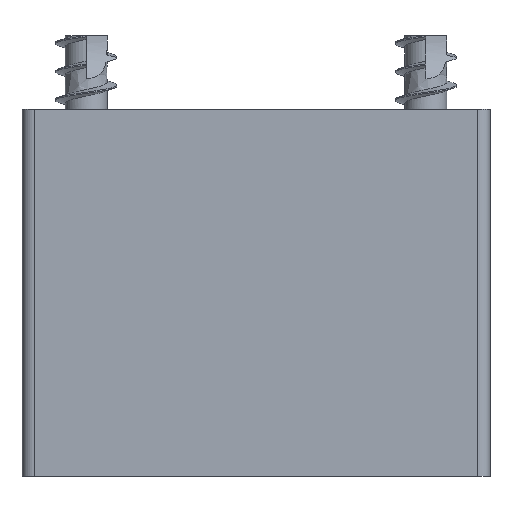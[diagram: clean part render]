
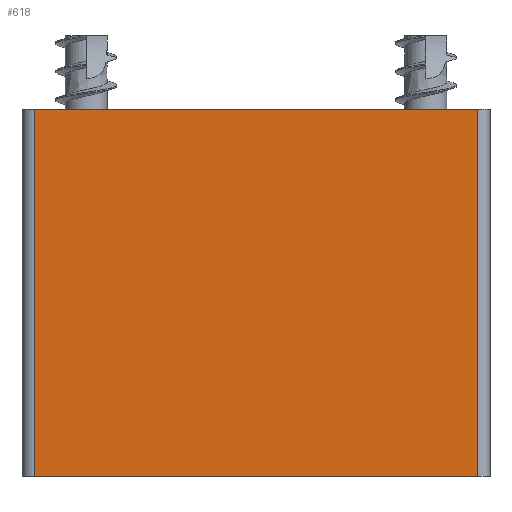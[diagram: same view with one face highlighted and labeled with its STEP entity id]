
A CAD part, front view. The second image highlights one B-rep face of the part: STEP entity #618.
In plain terms, the highlighted planar face has unit normal (0, -1, 0).
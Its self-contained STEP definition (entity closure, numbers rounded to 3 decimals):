
#618=ADVANCED_FACE('NONE',(#1633),#1634,.T.);
#1633=FACE_OUTER_BOUND('',#3038,.T.);
#1634=PLANE('',#3039);
#3038=EDGE_LOOP('',(#11483,#11484,#11485,#11486));
#3039=AXIS2_PLACEMENT_3D('',#11487,#11488,#11489);
#11483=ORIENTED_EDGE('',*,*,#14938,.T.);
#11484=ORIENTED_EDGE('',*,*,#14939,.T.);
#11485=ORIENTED_EDGE('',*,*,#14940,.T.);
#11486=ORIENTED_EDGE('',*,*,#14941,.T.);
#11487=CARTESIAN_POINT('',(-0.1,0.,-18.8));
#11488=DIRECTION('',(0.0,-1.0,0.));
#11489=DIRECTION('',(-1.0,0.0,0.0));
#14938=EDGE_CURVE('NONE',#17064,#17065,#17066,.T.);
#14939=EDGE_CURVE('NONE',#17065,#17067,#17068,.T.);
#14940=EDGE_CURVE('NONE',#17067,#17069,#17070,.T.);
#14941=EDGE_CURVE('NONE',#17069,#17064,#17071,.T.);
#17064=VERTEX_POINT('NONE',#22584);
#17065=VERTEX_POINT('NONE',#22585);
#17066=LINE('',#22586,#22587);
#17067=VERTEX_POINT('NONE',#22588);
#17068=LINE('',#22589,#22590);
#17069=VERTEX_POINT('NONE',#22591);
#17070=LINE('',#22592,#22593);
#17071=LINE('',#22594,#22595);
#22584=CARTESIAN_POINT('',(18.5,0.,0.));
#22585=CARTESIAN_POINT('',(18.5,0.,14.9));
#22586=CARTESIAN_POINT('',(18.5,0.,-0.9));
#22587=VECTOR('',#28495,1000.0);
#22588=CARTESIAN_POINT('',(0.5,0.,14.9));
#22589=CARTESIAN_POINT('',(18.5,0.,14.9));
#22590=VECTOR('',#28496,1000.0);
#22591=CARTESIAN_POINT('',(0.5,0.,0.));
#22592=CARTESIAN_POINT('',(0.5,0.,14.9));
#22593=VECTOR('',#28497,1000.0);
#22594=CARTESIAN_POINT('',(-0.1,0.,0.));
#22595=VECTOR('',#28498,1000.0);
#28495=DIRECTION('',(0.,0.,1.0));
#28496=DIRECTION('',(-1.0,0.,0.));
#28497=DIRECTION('',(0.,0.,-1.0));
#28498=DIRECTION('',(1.0,0.0,0.0));
